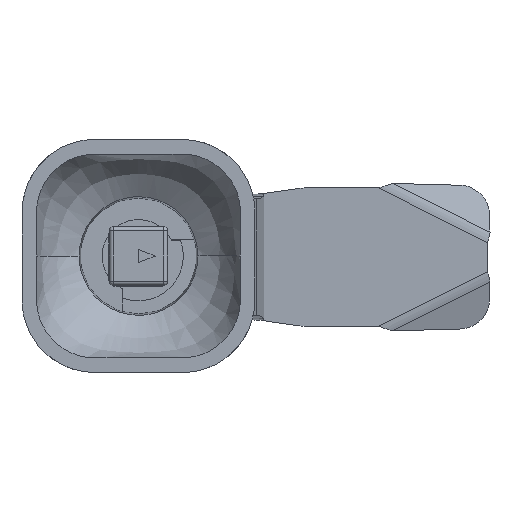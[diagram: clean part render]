
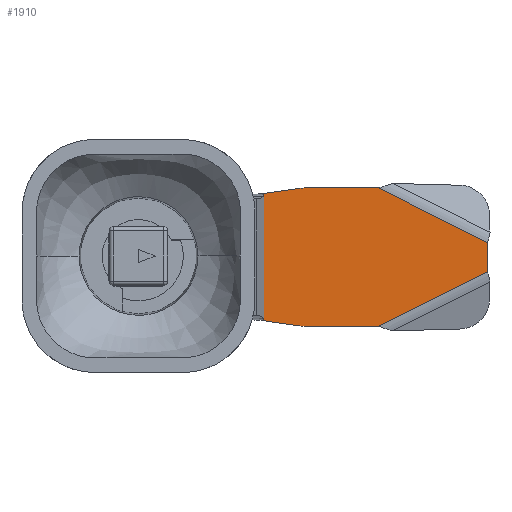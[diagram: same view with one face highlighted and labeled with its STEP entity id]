
A CAD part, front view. The second image highlights one B-rep face of the part: STEP entity #1910.
In plain terms, the highlighted planar face has unit normal (0, -1, 0).
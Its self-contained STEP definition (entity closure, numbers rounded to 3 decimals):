
#178 = VECTOR ( 'NONE', #28440, 1000. ) ;
#380 = CIRCLE ( 'NONE', #6992, 4. ) ;
#1101 = ORIENTED_EDGE ( 'NONE', *, *, #8754, .T. ) ;
#1310 = EDGE_CURVE ( 'NONE', #24250, #12898, #34440, .T. ) ;
#1452 = CIRCLE ( 'NONE', #32474, 4. ) ;
#1870 = DIRECTION ( 'NONE',  ( 1., 0., 0. ) ) ;
#1910 = ADVANCED_FACE ( 'NONE', ( #6195 ), #25626, .T. ) ;
#2080 = ORIENTED_EDGE ( 'NONE', *, *, #6116, .T. ) ;
#2937 = CARTESIAN_POINT ( 'NONE',  ( 22.181, 38., 9.302 ) ) ;
#2992 = DIRECTION ( 'NONE',  ( -0.894, 0., 0.447 ) ) ;
#3718 = CARTESIAN_POINT ( 'NONE',  ( 22.761, 38., 5.345 ) ) ;
#4056 = ORIENTED_EDGE ( 'NONE', *, *, #29833, .T. ) ;
#4534 = CARTESIAN_POINT ( 'NONE',  ( 7.469, 38., -7.455 ) ) ;
#6116 = EDGE_CURVE ( 'NONE', #22391, #35341, #15133, .T. ) ;
#6195 = FACE_OUTER_BOUND ( 'NONE', #33496, .T. ) ;
#6992 = AXIS2_PLACEMENT_3D ( 'NONE', #29204, #26516, #1870 ) ;
#7708 = CARTESIAN_POINT ( 'NONE',  ( 22.761, 38., -9.655 ) ) ;
#8339 = CARTESIAN_POINT ( 'NONE',  ( 32.965, 38., -9.655 ) ) ;
#8754 = EDGE_CURVE ( 'NONE', #27545, #16964, #33333, .T. ) ;
#9115 = EDGE_CURVE ( 'NONE', #12898, #25042, #34582, .T. ) ;
#9213 = DIRECTION ( 'NONE',  ( 1., 0., 0. ) ) ;
#9733 = VECTOR ( 'NONE', #15500, 1000. ) ;
#10081 = EDGE_CURVE ( 'NONE', #35049, #22391, #32852, .T. ) ;
#10736 = ORIENTED_EDGE ( 'NONE', *, *, #10081, .T. ) ;
#10917 = CARTESIAN_POINT ( 'NONE',  ( 22.181, 38., -9.613 ) ) ;
#10974 = DIRECTION ( 'NONE',  ( 0., 0., 1. ) ) ;
#11675 = CARTESIAN_POINT ( 'NONE',  ( 22.761, 38., 9.345 ) ) ;
#11686 = CARTESIAN_POINT ( 'NONE',  ( 17.232, 38., 8.577 ) ) ;
#11791 = DIRECTION ( 'NONE',  ( 0., -1., 0. ) ) ;
#11903 = CARTESIAN_POINT ( 'NONE',  ( 47.969, 38., -9.655 ) ) ;
#12898 = VERTEX_POINT ( 'NONE', #31914 ) ;
#13309 = VERTEX_POINT ( 'NONE', #23426 ) ;
#14217 = DIRECTION ( 'NONE',  ( -0.989, 0., -0.145 ) ) ;
#15133 = LINE ( 'NONE', #25772, #178 ) ;
#15288 = EDGE_CURVE ( 'NONE', #13309, #16964, #34794, .T. ) ;
#15500 = DIRECTION ( 'NONE',  ( 0.989, 0., -0.145 ) ) ;
#15514 = ORIENTED_EDGE ( 'NONE', *, *, #26381, .T. ) ;
#16964 = VERTEX_POINT ( 'NONE', #8339 ) ;
#17094 = LINE ( 'NONE', #33123, #29970 ) ;
#17199 = VECTOR ( 'NONE', #2992, 1000. ) ;
#17434 = AXIS2_PLACEMENT_3D ( 'NONE', #26160, #34785, #26341 ) ;
#19313 = EDGE_CURVE ( 'NONE', #35341, #22265, #1452, .T. ) ;
#20227 = CARTESIAN_POINT ( 'NONE',  ( 6.797, 38., -22.739 ) ) ;
#21771 = ORIENTED_EDGE ( 'NONE', *, *, #28970, .T. ) ;
#22133 = CARTESIAN_POINT ( 'NONE',  ( 47.969, 38., 9.345 ) ) ;
#22265 = VERTEX_POINT ( 'NONE', #2937 ) ;
#22391 = VERTEX_POINT ( 'NONE', #25598 ) ;
#23426 = CARTESIAN_POINT ( 'NONE',  ( 47.969, 38., -2.153 ) ) ;
#23842 = CARTESIAN_POINT ( 'NONE',  ( 17.232, 38., -0.155 ) ) ;
#24250 = VERTEX_POINT ( 'NONE', #11686 ) ;
#24552 = ORIENTED_EDGE ( 'NONE', *, *, #19313, .T. ) ;
#24831 = ORIENTED_EDGE ( 'NONE', *, *, #1310, .T. ) ;
#25042 = VERTEX_POINT ( 'NONE', #10917 ) ;
#25097 = VECTOR ( 'NONE', #26524, 1000. ) ;
#25598 = CARTESIAN_POINT ( 'NONE',  ( 32.965, 38., 9.345 ) ) ;
#25626 = PLANE ( 'NONE',  #17434 ) ;
#25772 = CARTESIAN_POINT ( 'NONE',  ( 47.969, 38., 9.345 ) ) ;
#25955 = VECTOR ( 'NONE', #10974, 1000. ) ;
#26160 = CARTESIAN_POINT ( 'NONE',  ( -4.495, 38., -0.155 ) ) ;
#26341 = DIRECTION ( 'NONE',  ( 1., 0., 0. ) ) ;
#26381 = EDGE_CURVE ( 'NONE', #25042, #27545, #380, .T. ) ;
#26516 = DIRECTION ( 'NONE',  ( 0., -1., 0. ) ) ;
#26524 = DIRECTION ( 'NONE',  ( -0.894, 0., -0.447 ) ) ;
#27545 = VERTEX_POINT ( 'NONE', #7708 ) ;
#28440 = DIRECTION ( 'NONE',  ( -1., 0., 0. ) ) ;
#28930 = CARTESIAN_POINT ( 'NONE',  ( 47.969, 38., 1.843 ) ) ;
#28970 = EDGE_CURVE ( 'NONE', #13309, #35049, #30392, .T. ) ;
#29204 = CARTESIAN_POINT ( 'NONE',  ( 22.761, 38., -5.655 ) ) ;
#29572 = DIRECTION ( 'NONE',  ( 0., 0., -1. ) ) ;
#29833 = EDGE_CURVE ( 'NONE', #22265, #24250, #17094, .T. ) ;
#29970 = VECTOR ( 'NONE', #14217, 1000. ) ;
#30392 = LINE ( 'NONE', #22133, #25955 ) ;
#30854 = CARTESIAN_POINT ( 'NONE',  ( 6.797, 38., 22.429 ) ) ;
#30872 = DIRECTION ( 'NONE',  ( 1., 0., 0. ) ) ;
#30915 = ORIENTED_EDGE ( 'NONE', *, *, #15288, .F. ) ;
#30992 = VECTOR ( 'NONE', #9213, 1000. ) ;
#31914 = CARTESIAN_POINT ( 'NONE',  ( 17.232, 38., -8.887 ) ) ;
#32474 = AXIS2_PLACEMENT_3D ( 'NONE', #3718, #11791, #30872 ) ;
#32852 = LINE ( 'NONE', #30854, #17199 ) ;
#33123 = CARTESIAN_POINT ( 'NONE',  ( 22.469, 38., 9.345 ) ) ;
#33333 = LINE ( 'NONE', #11903, #30992 ) ;
#33453 = ORIENTED_EDGE ( 'NONE', *, *, #9115, .T. ) ;
#33496 = EDGE_LOOP ( 'NONE', ( #30915, #21771, #10736, #2080, #24552, #4056, #24831, #33453, #15514, #1101 ) ) ;
#34440 = LINE ( 'NONE', #23842, #35274 ) ;
#34582 = LINE ( 'NONE', #4534, #9733 ) ;
#34785 = DIRECTION ( 'NONE',  ( 0., -1., 0. ) ) ;
#34794 = LINE ( 'NONE', #20227, #25097 ) ;
#35049 = VERTEX_POINT ( 'NONE', #28930 ) ;
#35274 = VECTOR ( 'NONE', #29572, 1000. ) ;
#35341 = VERTEX_POINT ( 'NONE', #11675 ) ;
